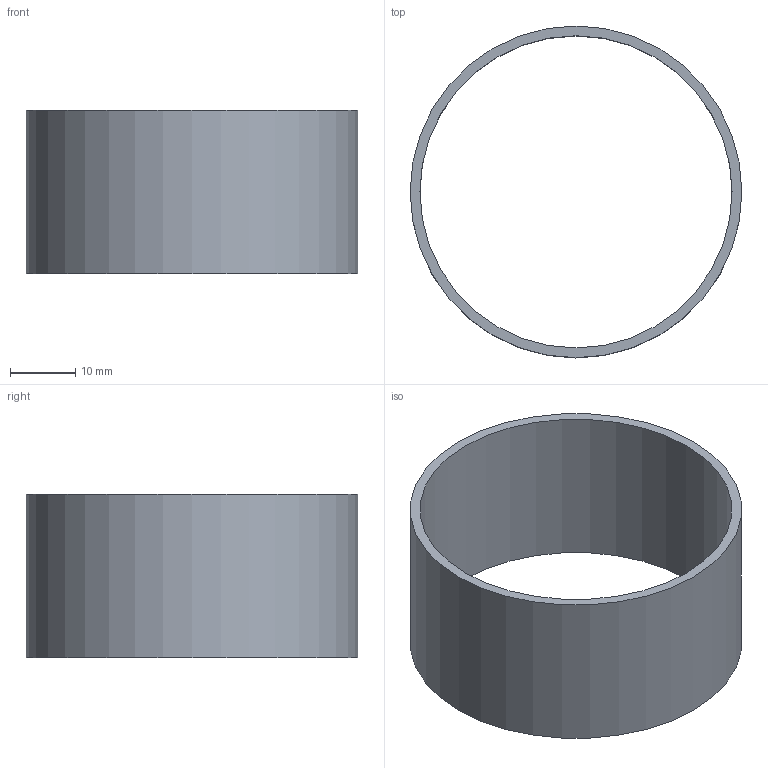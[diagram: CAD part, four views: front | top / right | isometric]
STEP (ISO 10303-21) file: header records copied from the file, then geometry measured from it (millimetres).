
FILE_DESCRIPTION(/* description */ ('Alibre Inc.'),/* implementation_level */ '2;1');
FILE_NAME(/* name */ 'export0',/* time_stamp */ '2019-08-27T11:53:26+02:00',/* author */ (''),/* organization */ (''),/* preprocessor_version */ 'ST-DEVELOPER v12',/* originating_system */ 'Alibre',/* authorisation */ '');
FILE_SCHEMA (('AUTOMOTIVE_DESIGN'));
Length unit declared in the file: centimetre
Bounding box: 50.8 x 50.8 x 25 mm (x, y, z)
Volume: 5808 mm3; surface area: 8208.7 mm2
Topology: 1 solids, 1 shells, 4 faces, 6 edges, 4 vertices
Faces by surface type: cylinder 2, plane 2
Full cylindrical faces by diameter (mm): 47.8 x1, 50.8 x1
Entity records: 101 total; most frequent: DIRECTION 14, CARTESIAN_POINT 12, ORIENTED_EDGE 8, EDGE_LOOP 8, FACE_BOUND 8, AXIS2_PLACEMENT_3D 8, VERTEX_POINT 4, CIRCLE 4
